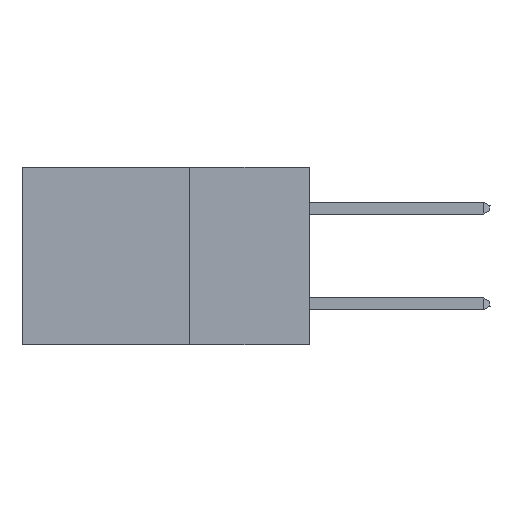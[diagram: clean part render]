
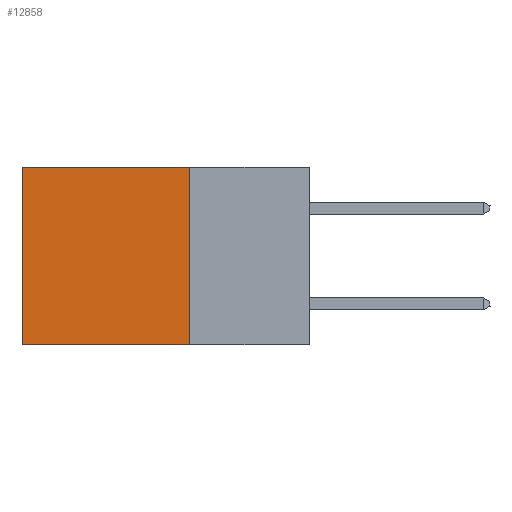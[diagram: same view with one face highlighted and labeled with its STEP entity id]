
A CAD part, left-side view. The second image highlights one B-rep face of the part: STEP entity #12858.
In plain terms, the highlighted planar face has unit normal (-1, 0, 0).
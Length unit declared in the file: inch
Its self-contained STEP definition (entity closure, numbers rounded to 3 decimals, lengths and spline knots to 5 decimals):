
#117 = CARTESIAN_POINT ( 'NONE',  ( 0.2875, 0.25, -0.37 ) ) ;
#659 = CARTESIAN_POINT ( 'NONE',  ( 0.2875, 0.6, -0.37 ) ) ;
#1488 = CARTESIAN_POINT ( 'NONE',  ( 0.2875, 0.25, 0. ) ) ;
#1863 = EDGE_CURVE ( 'NONE', #15405, #31271, #2016, .T. ) ;
#2016 = LINE ( 'NONE', #2462, #32305 ) ;
#2462 = CARTESIAN_POINT ( 'NONE',  ( 0.2875, 0.25, -0.37 ) ) ;
#2648 = CARTESIAN_POINT ( 'NONE',  ( 0.2875, 0.25, 0. ) ) ;
#3642 = EDGE_CURVE ( 'NONE', #17395, #10899, #28020, .T. ) ;
#3975 = AXIS2_PLACEMENT_3D ( 'NONE', #1488, #17185, #20089 ) ;
#6309 = FACE_OUTER_BOUND ( 'NONE', #27298, .T. ) ;
#7148 = DIRECTION ( 'NONE',  ( 0., 0., -1. ) ) ;
#7413 = EDGE_CURVE ( 'NONE', #10899, #31271, #13288, .T. ) ;
#8238 = ORIENTED_EDGE ( 'NONE', *, *, #20328, .F. ) ;
#10899 = VERTEX_POINT ( 'NONE', #12338 ) ;
#11466 = VECTOR ( 'NONE', #12743, 39.37008 ) ;
#12214 = ORIENTED_EDGE ( 'NONE', *, *, #7413, .T. ) ;
#12338 = CARTESIAN_POINT ( 'NONE',  ( 0.2875, 0.6, 0. ) ) ;
#12743 = DIRECTION ( 'NONE',  ( 0., 1., 0. ) ) ;
#12858 = ADVANCED_FACE ( 'NONE', ( #6309 ), #30647, .F. ) ;
#13288 = LINE ( 'NONE', #17976, #17770 ) ;
#13463 = DIRECTION ( 'NONE',  ( 0., 1., 0. ) ) ;
#15405 = VERTEX_POINT ( 'NONE', #117 ) ;
#17185 = DIRECTION ( 'NONE',  ( 1., 0., 0. ) ) ;
#17207 = ORIENTED_EDGE ( 'NONE', *, *, #3642, .T. ) ;
#17395 = VERTEX_POINT ( 'NONE', #2648 ) ;
#17770 = VECTOR ( 'NONE', #7148, 39.37008 ) ;
#17976 = CARTESIAN_POINT ( 'NONE',  ( 0.2875, 0.6, 0. ) ) ;
#18848 = DIRECTION ( 'NONE',  ( 0., 0., -1. ) ) ;
#20089 = DIRECTION ( 'NONE',  ( 0., 0., -1. ) ) ;
#20328 = EDGE_CURVE ( 'NONE', #17395, #15405, #24227, .T. ) ;
#24227 = LINE ( 'NONE', #31523, #33785 ) ;
#25452 = ORIENTED_EDGE ( 'NONE', *, *, #1863, .F. ) ;
#26003 = CARTESIAN_POINT ( 'NONE',  ( 0.2875, 0.25, 0. ) ) ;
#27298 = EDGE_LOOP ( 'NONE', ( #12214, #25452, #8238, #17207 ) ) ;
#28020 = LINE ( 'NONE', #26003, #11466 ) ;
#30647 = PLANE ( 'NONE',  #3975 ) ;
#31271 = VERTEX_POINT ( 'NONE', #659 ) ;
#31523 = CARTESIAN_POINT ( 'NONE',  ( 0.2875, 0.25, 0. ) ) ;
#32305 = VECTOR ( 'NONE', #13463, 39.37008 ) ;
#33785 = VECTOR ( 'NONE', #18848, 39.37008 ) ;
